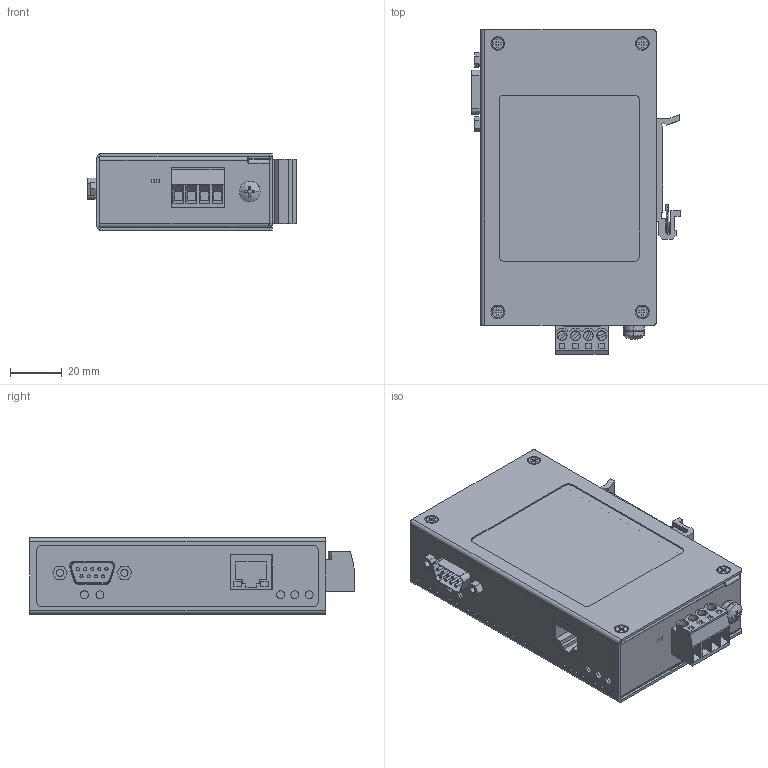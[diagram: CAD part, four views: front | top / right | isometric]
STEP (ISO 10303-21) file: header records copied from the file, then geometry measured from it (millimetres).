
FILE_DESCRIPTION (( 'STEP AP214' ), '1' );
FILE_NAME ('SGW-MB1511-T.STEP', '2018-04-04T10:51:12', ( '' ), ( '' ), 'SwSTEP 2.0', 'SolidWorks 2017', '' );
FILE_SCHEMA (( 'AUTOMOTIVE_DESIGN' ));
Length unit declared in the file: inch
Products named in the file (1): SGW-MB1511-T
Bounding box: 80.8 x 125.75 x 29.6 mm (x, y, z)
Volume: 63341 mm3; surface area: 116667 mm2
Topology: 33 solids, 33 shells, 1183 faces, 2903 edges, 1854 vertices
Faces by surface type: plane 704, cylinder 343, cone 100, bspline 36
Entity records: 51901 total; most frequent: CARTESIAN_POINT 7506, DIRECTION 6003, ORIENTED_EDGE 5806, EDGE_CURVE 2903, LINE 2015, VECTOR 2015, AXIS2_PLACEMENT_3D 1994, VERTEX_POINT 1854
